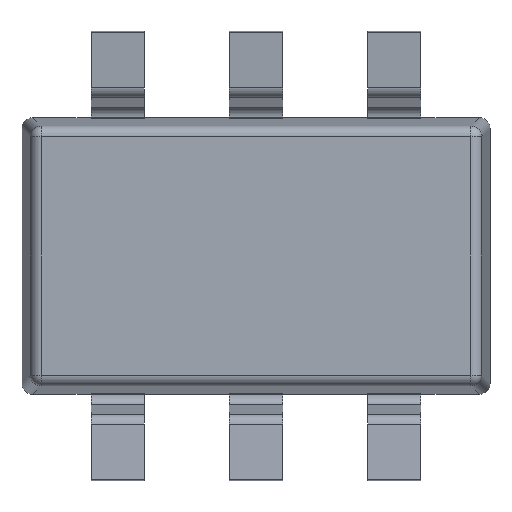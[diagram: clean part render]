
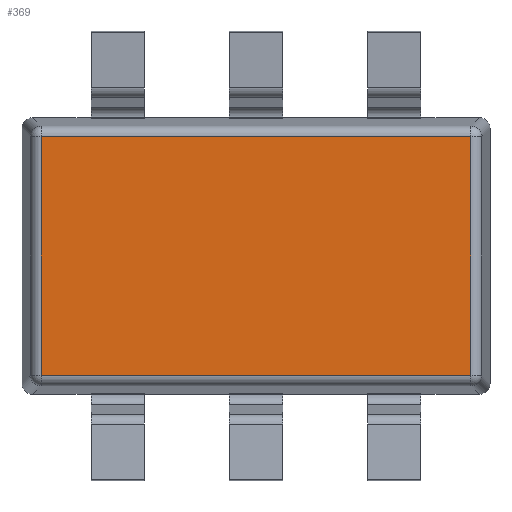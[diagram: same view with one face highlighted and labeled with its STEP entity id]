
A CAD part, front view. The second image highlights one B-rep face of the part: STEP entity #369.
In plain terms, the highlighted planar face has unit normal (0, -1, 0).
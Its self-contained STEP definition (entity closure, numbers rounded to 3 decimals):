
#369 = ADVANCED_FACE('',(#370),#404,.F.);
#370 = FACE_BOUND('',#371,.T.);
#371 = EDGE_LOOP('',(#372,#382,#390,#398));
#372 = ORIENTED_EDGE('',*,*,#373,.T.);
#373 = EDGE_CURVE('',#374,#376,#378,.T.);
#374 = VERTEX_POINT('',#375);
#375 = CARTESIAN_POINT('',(1.01,0.05,-0.56));
#376 = VERTEX_POINT('',#377);
#377 = CARTESIAN_POINT('',(1.01,0.05,0.56));
#378 = LINE('',#379,#380);
#379 = CARTESIAN_POINT('',(1.01,0.05,0.606));
#380 = VECTOR('',#381,1.);
#381 = DIRECTION('',(0.,0.,1.));
#382 = ORIENTED_EDGE('',*,*,#383,.T.);
#383 = EDGE_CURVE('',#376,#384,#386,.T.);
#384 = VERTEX_POINT('',#385);
#385 = CARTESIAN_POINT('',(-1.01,0.05,0.56));
#386 = LINE('',#387,#388);
#387 = CARTESIAN_POINT('',(-1.056,0.05,0.56));
#388 = VECTOR('',#389,1.);
#389 = DIRECTION('',(-1.,0.,0.));
#390 = ORIENTED_EDGE('',*,*,#391,.T.);
#391 = EDGE_CURVE('',#384,#392,#394,.T.);
#392 = VERTEX_POINT('',#393);
#393 = CARTESIAN_POINT('',(-1.01,0.05,-0.56));
#394 = LINE('',#395,#396);
#395 = CARTESIAN_POINT('',(-1.01,0.05,-0.606));
#396 = VECTOR('',#397,1.);
#397 = DIRECTION('',(0.,0.,-1.));
#398 = ORIENTED_EDGE('',*,*,#399,.T.);
#399 = EDGE_CURVE('',#392,#374,#400,.T.);
#400 = LINE('',#401,#402);
#401 = CARTESIAN_POINT('',(1.056,0.05,-0.56));
#402 = VECTOR('',#403,1.);
#403 = DIRECTION('',(1.,0.,0.));
#404 = PLANE('',#405);
#405 = AXIS2_PLACEMENT_3D('',#406,#407,#408);
#406 = CARTESIAN_POINT('',(0.,0.05,0.));
#407 = DIRECTION('',(0.,1.,0.));
#408 = DIRECTION('',(0.,0.,1.));
